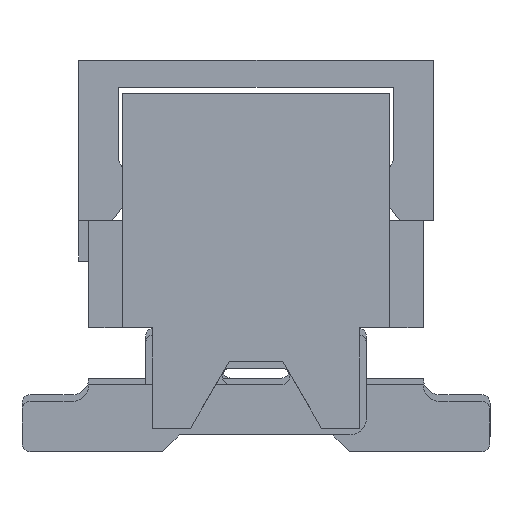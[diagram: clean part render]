
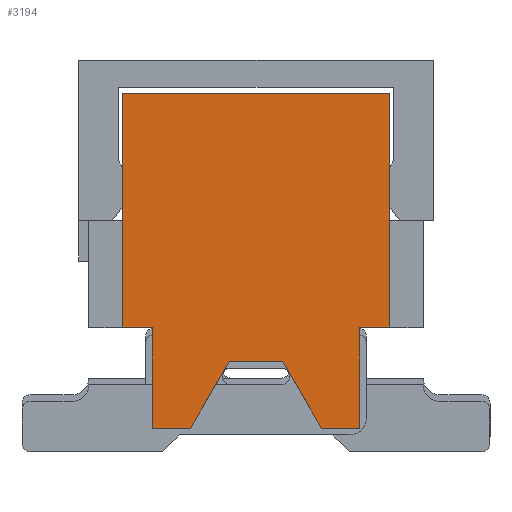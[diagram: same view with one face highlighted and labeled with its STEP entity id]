
A CAD part, left-side view. The second image highlights one B-rep face of the part: STEP entity #3194.
In plain terms, the highlighted planar face has unit normal (-1, 0, 0).
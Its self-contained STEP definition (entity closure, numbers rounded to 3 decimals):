
#3194 = ADVANCED_FACE( '', ( #6495 ), #6496, .F. );
#6495 = FACE_OUTER_BOUND( '', #9917, .T. );
#6496 = PLANE( '', #9918 );
#9917 = EDGE_LOOP( '', ( #19179, #19180, #19181, #19182, #19183, #19184, #19185, #19186, #19187, #19188, #19189, #19190, #19191, #19192 ) );
#9918 = AXIS2_PLACEMENT_3D( '', #19193, #19194, #19195 );
#19179 = ORIENTED_EDGE( '', *, *, #25337, .F. );
#19180 = ORIENTED_EDGE( '', *, *, #25341, .F. );
#19181 = ORIENTED_EDGE( '', *, *, #24013, .F. );
#19182 = ORIENTED_EDGE( '', *, *, #24028, .F. );
#19183 = ORIENTED_EDGE( '', *, *, #25342, .F. );
#19184 = ORIENTED_EDGE( '', *, *, #24451, .F. );
#19185 = ORIENTED_EDGE( '', *, *, #23670, .F. );
#19186 = ORIENTED_EDGE( '', *, *, #25343, .F. );
#19187 = ORIENTED_EDGE( '', *, *, #22048, .F. );
#19188 = ORIENTED_EDGE( '', *, *, #25344, .F. );
#19189 = ORIENTED_EDGE( '', *, *, #23776, .T. );
#19190 = ORIENTED_EDGE( '', *, *, #24948, .F. );
#19191 = ORIENTED_EDGE( '', *, *, #23249, .F. );
#19192 = ORIENTED_EDGE( '', *, *, #21662, .F. );
#19193 = CARTESIAN_POINT( '', ( -15.505, 0., 0. ) );
#19194 = DIRECTION( '', ( 1., 0., 0. ) );
#19195 = DIRECTION( '', ( 0., 0., -1. ) );
#21662 = EDGE_CURVE( '', #26179, #26180, #26181, .T. );
#22048 = EDGE_CURVE( '', #26868, #26860, #26870, .T. );
#23249 = EDGE_CURVE( '', #26180, #28860, #28861, .T. );
#23670 = EDGE_CURVE( '', #29525, #29527, #29528, .T. );
#23776 = EDGE_CURVE( '', #29673, #29674, #29675, .T. );
#24013 = EDGE_CURVE( '', #30018, #30020, #30021, .T. );
#24028 = EDGE_CURVE( '', #30041, #30018, #30043, .T. );
#24451 = EDGE_CURVE( '', #29527, #30630, #30631, .T. );
#24948 = EDGE_CURVE( '', #28860, #29674, #31242, .T. );
#25337 = EDGE_CURVE( '', #31690, #26179, #31691, .T. );
#25341 = EDGE_CURVE( '', #30020, #31690, #31695, .T. );
#25342 = EDGE_CURVE( '', #30630, #30041, #31696, .T. );
#25343 = EDGE_CURVE( '', #26860, #29525, #31697, .T. );
#25344 = EDGE_CURVE( '', #29673, #26868, #31698, .T. );
#26179 = VERTEX_POINT( '', #32763 );
#26180 = VERTEX_POINT( '', #32764 );
#26181 = LINE( '', #32765, #32766 );
#26860 = VERTEX_POINT( '', #33759 );
#26868 = VERTEX_POINT( '', #33771 );
#26870 = LINE( '', #33774, #33775 );
#28860 = VERTEX_POINT( '', #36750 );
#28861 = LINE( '', #36751, #36752 );
#29525 = VERTEX_POINT( '', #37780 );
#29527 = VERTEX_POINT( '', #37783 );
#29528 = LINE( '', #37784, #37785 );
#29673 = VERTEX_POINT( '', #38007 );
#29674 = VERTEX_POINT( '', #38008 );
#29675 = LINE( '', #38009, #38010 );
#30018 = VERTEX_POINT( '', #38528 );
#30020 = VERTEX_POINT( '', #38531 );
#30021 = LINE( '', #38532, #38533 );
#30041 = VERTEX_POINT( '', #38563 );
#30043 = LINE( '', #38566, #38567 );
#30630 = VERTEX_POINT( '', #39462 );
#30631 = LINE( '', #39463, #39464 );
#31242 = LINE( '', #40391, #40392 );
#31690 = VERTEX_POINT( '', #41063 );
#31691 = LINE( '', #41064, #41065 );
#31695 = LINE( '', #41070, #41071 );
#31696 = LINE( '', #41072, #41073 );
#31697 = LINE( '', #41074, #41075 );
#31698 = LINE( '', #41076, #41077 );
#32763 = CARTESIAN_POINT( '', ( -15.505, 2., 0.8 ) );
#32764 = CARTESIAN_POINT( '', ( -15.505, 2., 2.7 ) );
#32765 = CARTESIAN_POINT( '', ( -15.505, 2., 0.8 ) );
#32766 = VECTOR( '', #41830, 1000. );
#33759 = CARTESIAN_POINT( '', ( -15.505, -1.55, -2.3 ) );
#33771 = CARTESIAN_POINT( '', ( -15.505, -1.55, -0.8 ) );
#33774 = CARTESIAN_POINT( '', ( -15.505, -1.55, -0.8 ) );
#33775 = VECTOR( '', #42156, 1000. );
#36750 = CARTESIAN_POINT( '', ( -15.505, -2., 2.7 ) );
#36751 = CARTESIAN_POINT( '', ( -15.505, 2., 2.7 ) );
#36752 = VECTOR( '', #43172, 1000. );
#37780 = CARTESIAN_POINT( '', ( -15.505, -0.98, -2.3 ) );
#37783 = CARTESIAN_POINT( '', ( -15.505, -0.4, -1.3 ) );
#37784 = CARTESIAN_POINT( '', ( -15.505, -0.98, -2.3 ) );
#37785 = VECTOR( '', #43538, 1000. );
#38007 = CARTESIAN_POINT( '', ( -15.505, -2., -0.8 ) );
#38008 = CARTESIAN_POINT( '', ( -15.505, -2., 0.8 ) );
#38009 = CARTESIAN_POINT( '', ( -15.505, -2., -0.8 ) );
#38010 = VECTOR( '', #43616, 1000. );
#38528 = CARTESIAN_POINT( '', ( -15.505, 1.55, -2.3 ) );
#38531 = CARTESIAN_POINT( '', ( -15.505, 1.55, -0.8 ) );
#38532 = CARTESIAN_POINT( '', ( -15.505, 1.55, -0.8 ) );
#38533 = VECTOR( '', #43793, 1000. );
#38563 = CARTESIAN_POINT( '', ( -15.505, 0.98, -2.3 ) );
#38566 = CARTESIAN_POINT( '', ( -15.505, 0.98, -2.3 ) );
#38567 = VECTOR( '', #43805, 1000. );
#39462 = CARTESIAN_POINT( '', ( -15.505, 0.4, -1.3 ) );
#39463 = CARTESIAN_POINT( '', ( -15.505, -0.4, -1.3 ) );
#39464 = VECTOR( '', #44132, 1000. );
#40391 = CARTESIAN_POINT( '', ( -15.505, -2., 2.7 ) );
#40392 = VECTOR( '', #44482, 1000. );
#41063 = CARTESIAN_POINT( '', ( -15.505, 2., -0.8 ) );
#41064 = CARTESIAN_POINT( '', ( -15.505, 2., -0.8 ) );
#41065 = VECTOR( '', #44721, 1000. );
#41070 = CARTESIAN_POINT( '', ( -15.505, 2.5, -0.8 ) );
#41071 = VECTOR( '', #44723, 1000. );
#41072 = CARTESIAN_POINT( '', ( -15.505, 0.4, -1.3 ) );
#41073 = VECTOR( '', #44724, 1000. );
#41074 = CARTESIAN_POINT( '', ( -15.505, -1.55, -2.3 ) );
#41075 = VECTOR( '', #44725, 1000. );
#41076 = CARTESIAN_POINT( '', ( -15.505, -2.5, -0.8 ) );
#41077 = VECTOR( '', #44726, 1000. );
#41830 = DIRECTION( '', ( 0., 0., 1. ) );
#42156 = DIRECTION( '', ( 0., 0., -1. ) );
#43172 = DIRECTION( '', ( 0., -1., 0. ) );
#43538 = DIRECTION( '', ( 0., 0.502, 0.865 ) );
#43616 = DIRECTION( '', ( 0., 0., 1. ) );
#43793 = DIRECTION( '', ( 0., 0., 1. ) );
#43805 = DIRECTION( '', ( 0., 1., 0. ) );
#44132 = DIRECTION( '', ( 0., 1., 0. ) );
#44482 = DIRECTION( '', ( 0., 0., -1. ) );
#44721 = DIRECTION( '', ( 0., 0., 1. ) );
#44723 = DIRECTION( '', ( 0., 1., 0. ) );
#44724 = DIRECTION( '', ( 0., 0.502, -0.865 ) );
#44725 = DIRECTION( '', ( 0., 1., 0. ) );
#44726 = DIRECTION( '', ( 0., 1., 0. ) );
